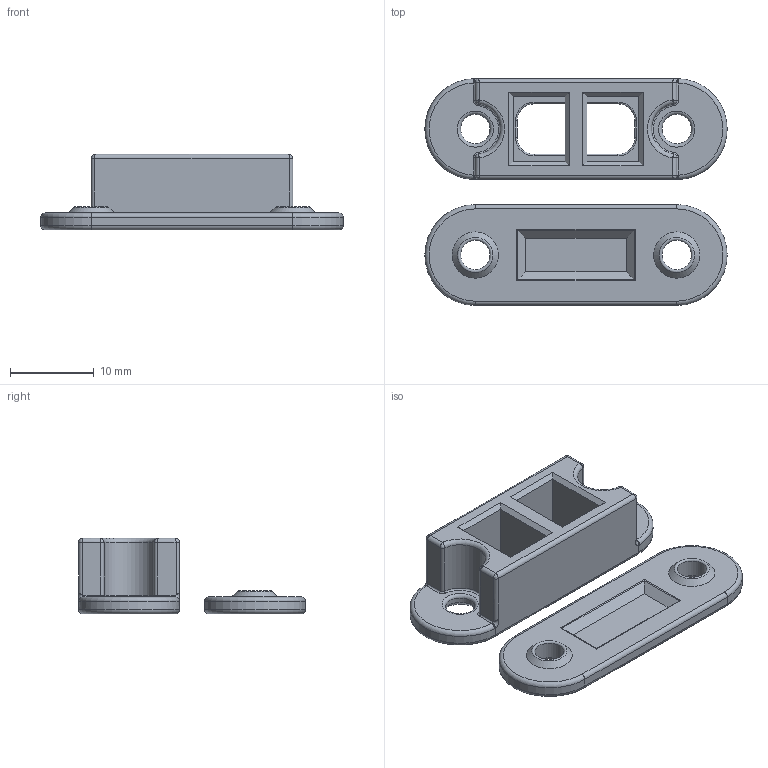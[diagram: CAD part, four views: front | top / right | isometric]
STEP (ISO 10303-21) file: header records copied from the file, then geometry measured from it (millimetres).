
FILE_DESCRIPTION(/* description */ (''),/* implementation_level */ '2;1');
FILE_NAME(/* name */ '2-connector 2-pin v2.step',/* time_stamp */ '2022-10-14T21:32:10-05:00',/* author */ (''),/* organization */ (''),/* preprocessor_version */ 'ST-DEVELOPER v19',/* originating_system */ 'Autodesk Translation Framework v11.7.0.108',/* authorisation */ '');
FILE_SCHEMA (('AUTOMOTIVE_DESIGN { 1 0 10303 214 3 1 1 }'));
Length unit declared in the file: millimetre
Products named in the file (1): 2-connector 2-pin
Bounding box: 36 x 27 x 9 mm (x, y, z)
Volume: 2420.4 mm3; surface area: 2754 mm2
Topology: 2 solids, 2 shells, 150 faces, 364 edges, 210 vertices
Faces by surface type: cylinder 54, plane 46, torus 34, bspline 12, cone 4
Full cylindrical faces by diameter (mm): 3.5 x4
Entity records: 4696 total; most frequent: CARTESIAN_POINT 1157, DIRECTION 770, ORIENTED_EDGE 712, EDGE_CURVE 356, AXIS2_PLACEMENT_3D 299, VERTEX_POINT 210, LINE 172, VECTOR 172
